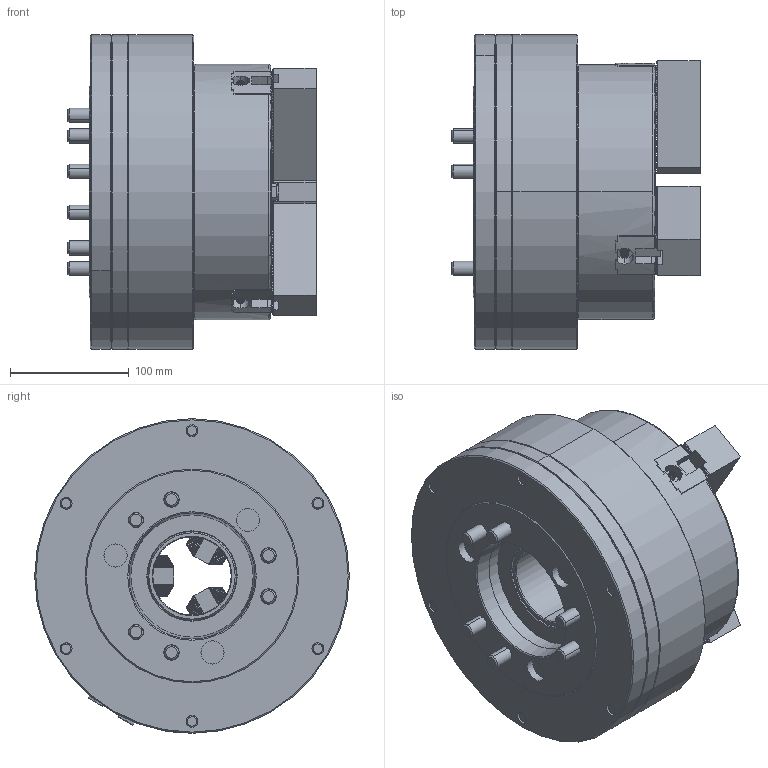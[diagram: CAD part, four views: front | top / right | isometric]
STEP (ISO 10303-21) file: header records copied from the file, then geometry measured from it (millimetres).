
FILE_DESCRIPTION (( 'STEP AP203' ), '1' );
FILE_NAME ('CF-AP-66A6.STEP', '2019-04-26T00:14:18', ( 'temp' ), ( '' ), 'SwSTEP 2.0', 'SolidWorks 2016', '' );
FILE_SCHEMA (( 'CONFIG_CONTROL_DESIGN' ));
Length unit declared in the file: millimetre
Products named in the file (16): 圓頭內六角螺栓_M10x75; CF-AP-66-05000; 圓頭內六角螺栓_M8x20; CF-3H-208-04000; 無頭六角孔螺絲_M4x6; CF-3H-208-03000; CF-AP-66-0100G; SJ-08; CF-AP-66-07000; 圓頭內六角螺栓_M12x30; CF-AP-66A6; 半圓頭六角孔螺栓_M5x10; M6黃油嘴; CF-AP-52-10000; CF-AP-52-09000; CF-AP-66-06000
Assembly tree (56 placements, depth 2):
  CF-AP-66A6
    CF-AP-52-10000  x2
    CF-AP-66-06000
    CF-AP-66-05000
    CF-3H-208-04000  x3
    CF-3H-208-03000  x3
    SJ-08  x3
    圓頭內六角螺栓_M12x30  x12
    半圓頭六角孔螺栓_M5x10  x3
    M6黃油嘴  x3
    CF-AP-52-09000
    圓頭內六角螺栓_M10x75  x6
    圓頭內六角螺栓_M8x20  x12
    無頭六角孔螺絲_M4x6  x4
    CF-AP-66-0100G
    CF-AP-66-07000
Bounding box: 209.25 x 265 x 265 mm (x, y, z)
Volume: 5223182.2 mm3; surface area: 782425.7 mm2
Topology: 59 solids, 59 shells, 4337 faces, 11824 edges, 7636 vertices
Faces by surface type: plane 2727, cylinder 1142, cone 396, torus 46, sphere 26
Entity records: 54327 total; most frequent: CARTESIAN_POINT 10993, ORIENTED_EDGE 8726, DIRECTION 8161, EDGE_CURVE 4363, LINE 2895, VECTOR 2895, VERTEX_POINT 2851, AXIS2_PLACEMENT_3D 2633
